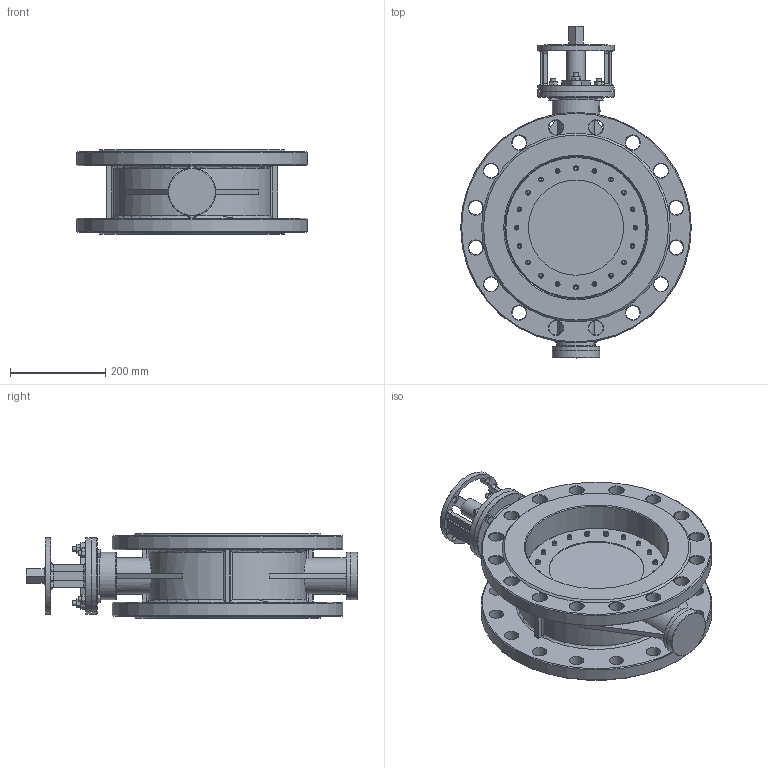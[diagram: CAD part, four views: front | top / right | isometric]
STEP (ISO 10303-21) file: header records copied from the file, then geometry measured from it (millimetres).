
FILE_DESCRIPTION(/* description */ (''),/* implementation_level */ '2;1');
FILE_NAME(/* name */ 'DN300_3D_STEP.stp',/* time_stamp */ '2024-11-16T20:45:13+03:00',/* author */ ('igorr'),/* organization */ (''),/* preprocessor_version */ 'ST-DEVELOPER v20',/* originating_system */ 'Autodesk Inventor 2025',/* authorisation */ '');
FILE_SCHEMA (('AUTOMOTIVE_DESIGN { 1 0 10303 214 3 1 1 }'));
Length unit declared in the file: millimetre
Products named in the file (5): Сборка; Деталь; AS 1110 - M10 x 40; ANSI B18.2.4.2M - M10x1,5; AS 1420 - 1973 - M6 x 10
Assembly tree (31 placements, depth 2):
  Сборка
    Деталь
    ANSI B18.2.4.2M - M10x1,5  x6
    AS 1110 - M10 x 40  x4
    AS 1420 - 1973 - M6 x 10  x20
Bounding box: 485 x 698 x 178 mm (x, y, z)
Volume: 13032655.7 mm3; surface area: 1249365.5 mm2
Topology: 31 solids, 31 shells, 983 faces, 2332 edges, 1468 vertices
Faces by surface type: plane 446, cylinder 227, cone 195, torus 62, bspline 53
Full cylindrical faces by diameter (mm): 6 x20, 8 x20, 8.376 x6, 10 x26, 11 x4, 13 x4, 16 x4, 30 x32, 38.184 x2, 94 x2, 100 x3, 150 x1, 160 x2, 161 x1, 200 x1, 297 x1, 300 x2, 485 x2
Entity records: 18494 total; most frequent: CARTESIAN_POINT 5671, DIRECTION 2526, ORIENTED_EDGE 2496, EDGE_CURVE 1248, AXIS2_PLACEMENT_3D 1004, VERTEX_POINT 777, EDGE_LOOP 645, LINE 518
